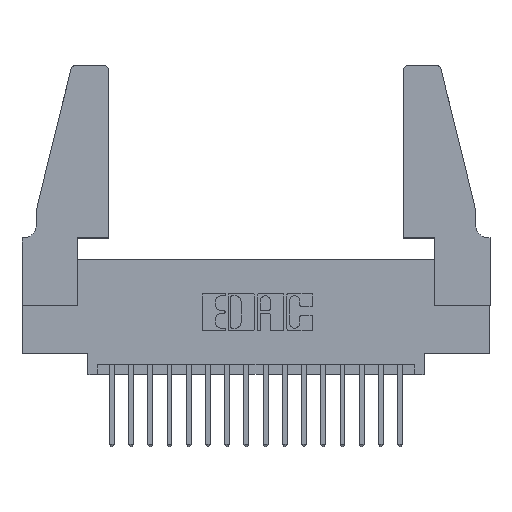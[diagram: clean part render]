
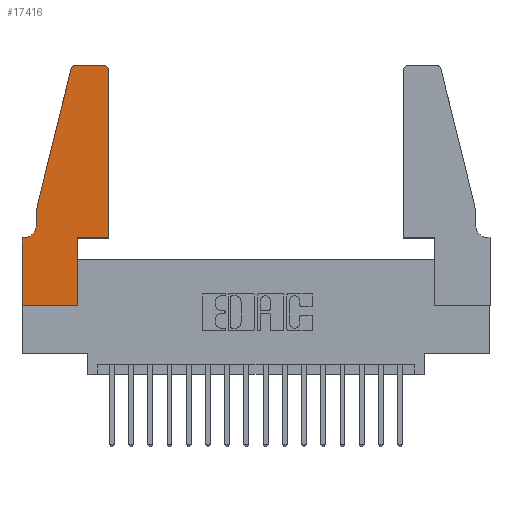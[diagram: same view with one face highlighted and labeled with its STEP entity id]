
A CAD part, top view. The second image highlights one B-rep face of the part: STEP entity #17416.
In plain terms, the highlighted planar face has unit normal (0, 0, 1).
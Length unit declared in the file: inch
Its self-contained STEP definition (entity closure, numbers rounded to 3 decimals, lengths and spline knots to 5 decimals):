
#55 = CARTESIAN_POINT ( 'NONE',  ( 0.2865, 0.35, 0.37 ) ) ;
#184 = EDGE_CURVE ( 'NONE', #6477, #6368, #3134, .T. ) ;
#328 = VERTEX_POINT ( 'NONE', #55 ) ;
#576 = VECTOR ( 'NONE', #15923, 39.37008 ) ;
#803 = ORIENTED_EDGE ( 'NONE', *, *, #1680, .T. ) ;
#876 = ORIENTED_EDGE ( 'NONE', *, *, #17476, .T. ) ;
#967 = PLANE ( 'NONE',  #4318 ) ;
#1041 = EDGE_CURVE ( 'NONE', #4194, #11745, #1070, .T. ) ;
#1045 = LINE ( 'NONE', #15858, #576 ) ;
#1070 = LINE ( 'NONE', #3356, #8230 ) ;
#1256 = ORIENTED_EDGE ( 'NONE', *, *, #14958, .T. ) ;
#1274 = VECTOR ( 'NONE', #6581, 39.37008 ) ;
#1404 = ORIENTED_EDGE ( 'NONE', *, *, #15551, .T. ) ;
#1652 = AXIS2_PLACEMENT_3D ( 'NONE', #7333, #7391, #17066 ) ;
#1680 = EDGE_CURVE ( 'NONE', #15605, #17374, #3770, .T. ) ;
#2272 = EDGE_CURVE ( 'NONE', #4912, #6477, #4426, .T. ) ;
#3064 = CARTESIAN_POINT ( 'NONE',  ( 0.284, 1.25, 0.37 ) ) ;
#3134 = CIRCLE ( 'NONE', #12909, 0.03 ) ;
#3356 = CARTESIAN_POINT ( 'NONE',  ( 0., 0., 0.37 ) ) ;
#3619 = DIRECTION ( 'NONE',  ( 0., -1., 0. ) ) ;
#3714 = VECTOR ( 'NONE', #5451, 39.37008 ) ;
#3770 = CIRCLE ( 'NONE', #1652, 0.07 ) ;
#3853 = DIRECTION ( 'NONE',  ( 0., 0., 1. ) ) ;
#4194 = VERTEX_POINT ( 'NONE', #9368 ) ;
#4318 = AXIS2_PLACEMENT_3D ( 'NONE', #10927, #3853, #13761 ) ;
#4348 = DIRECTION ( 'NONE',  ( -1., 0., 0. ) ) ;
#4426 = LINE ( 'NONE', #14128, #8650 ) ;
#4653 = ORIENTED_EDGE ( 'NONE', *, *, #1041, .T. ) ;
#4747 = CARTESIAN_POINT ( 'NONE',  ( 0.2865, 0., 0.37 ) ) ;
#4869 = DIRECTION ( 'NONE',  ( 0., 0., 1. ) ) ;
#4912 = VERTEX_POINT ( 'NONE', #13994 ) ;
#4956 = CARTESIAN_POINT ( 'NONE',  ( 0., 0., 0.37 ) ) ;
#5451 = DIRECTION ( 'NONE',  ( 1., 0., 0. ) ) ;
#5883 = VERTEX_POINT ( 'NONE', #4747 ) ;
#6164 = VECTOR ( 'NONE', #9433, 39.37008 ) ;
#6184 = LINE ( 'NONE', #15622, #13638 ) ;
#6344 = ORIENTED_EDGE ( 'NONE', *, *, #184, .T. ) ;
#6368 = VERTEX_POINT ( 'NONE', #7310 ) ;
#6443 = EDGE_CURVE ( 'NONE', #17374, #4194, #1045, .T. ) ;
#6477 = VERTEX_POINT ( 'NONE', #10297 ) ;
#6581 = DIRECTION ( 'NONE',  ( 0., 1., 0. ) ) ;
#7066 = VECTOR ( 'NONE', #4348, 39.37008 ) ;
#7185 = DIRECTION ( 'NONE',  ( 1., 0., 0. ) ) ;
#7310 = CARTESIAN_POINT ( 'NONE',  ( 0.4205, 1.25, 0.37 ) ) ;
#7333 = CARTESIAN_POINT ( 'NONE',  ( 0.0055, 0.42, 0.37 ) ) ;
#7391 = DIRECTION ( 'NONE',  ( 0., 0., -1. ) ) ;
#7875 = EDGE_CURVE ( 'NONE', #15217, #13190, #17414, .T. ) ;
#7914 = CARTESIAN_POINT ( 'NONE',  ( 0.2865, 0.35, 0.37 ) ) ;
#8182 = CARTESIAN_POINT ( 'NONE',  ( 0.0755, 0.5, 0.37 ) ) ;
#8230 = VECTOR ( 'NONE', #3619, 39.37008 ) ;
#8299 = EDGE_CURVE ( 'NONE', #6368, #15217, #10354, .T. ) ;
#8303 = VERTEX_POINT ( 'NONE', #11418 ) ;
#8650 = VECTOR ( 'NONE', #14092, 39.37008 ) ;
#8844 = LINE ( 'NONE', #7914, #1274 ) ;
#9368 = CARTESIAN_POINT ( 'NONE',  ( 0., 0.35, 0.37 ) ) ;
#9377 = DIRECTION ( 'NONE',  ( 1., 0., 0. ) ) ;
#9433 = DIRECTION ( 'NONE',  ( 0., -1., 0. ) ) ;
#9615 = DIRECTION ( 'NONE',  ( 0., 0., 1. ) ) ;
#9633 = CARTESIAN_POINT ( 'NONE',  ( 0.4205, 1.22, 0.37 ) ) ;
#10297 = CARTESIAN_POINT ( 'NONE',  ( 0.4505, 1.22, 0.37 ) ) ;
#10354 = LINE ( 'NONE', #12826, #7066 ) ;
#10685 = ORIENTED_EDGE ( 'NONE', *, *, #10748, .T. ) ;
#10748 = EDGE_CURVE ( 'NONE', #328, #4912, #6184, .T. ) ;
#10857 = CARTESIAN_POINT ( 'NONE',  ( 0.0755, 0.42, 0.37 ) ) ;
#10927 = CARTESIAN_POINT ( 'NONE',  ( 0., 0.35, 0.37 ) ) ;
#11095 = LINE ( 'NONE', #8182, #18105 ) ;
#11197 = EDGE_CURVE ( 'NONE', #8303, #15605, #13623, .T. ) ;
#11418 = CARTESIAN_POINT ( 'NONE',  ( 0.0755, 0.5, 0.37 ) ) ;
#11463 = ORIENTED_EDGE ( 'NONE', *, *, #11197, .T. ) ;
#11745 = VERTEX_POINT ( 'NONE', #4956 ) ;
#12044 = AXIS2_PLACEMENT_3D ( 'NONE', #13336, #4869, #14753 ) ;
#12152 = EDGE_LOOP ( 'NONE', ( #16665, #13665, #1256, #11463, #803, #16833, #4653, #876, #1404, #10685, #13071, #6344 ) ) ;
#12449 = CARTESIAN_POINT ( 'NONE',  ( 0., 0., 0.37 ) ) ;
#12826 = CARTESIAN_POINT ( 'NONE',  ( 0.2605, 1.25, 0.37 ) ) ;
#12909 = AXIS2_PLACEMENT_3D ( 'NONE', #9633, #9615, #9377 ) ;
#13071 = ORIENTED_EDGE ( 'NONE', *, *, #2272, .T. ) ;
#13190 = VERTEX_POINT ( 'NONE', #14323 ) ;
#13336 = CARTESIAN_POINT ( 'NONE',  ( 0.284, 1.22, 0.37 ) ) ;
#13623 = LINE ( 'NONE', #17854, #6164 ) ;
#13638 = VECTOR ( 'NONE', #7185, 39.37008 ) ;
#13665 = ORIENTED_EDGE ( 'NONE', *, *, #7875, .T. ) ;
#13761 = DIRECTION ( 'NONE',  ( 1., 0., 0. ) ) ;
#13994 = CARTESIAN_POINT ( 'NONE',  ( 0.4505, 0.35, 0.37 ) ) ;
#14092 = DIRECTION ( 'NONE',  ( 0., 1., 0. ) ) ;
#14128 = CARTESIAN_POINT ( 'NONE',  ( 0.4505, 0.35, 0.37 ) ) ;
#14323 = CARTESIAN_POINT ( 'NONE',  ( 0.25487, 1.22718, 0.37 ) ) ;
#14753 = DIRECTION ( 'NONE',  ( 1., 0., 0. ) ) ;
#14958 = EDGE_CURVE ( 'NONE', #13190, #8303, #11095, .T. ) ;
#15217 = VERTEX_POINT ( 'NONE', #3064 ) ;
#15468 = LINE ( 'NONE', #12449, #3714 ) ;
#15551 = EDGE_CURVE ( 'NONE', #5883, #328, #8844, .T. ) ;
#15605 = VERTEX_POINT ( 'NONE', #10857 ) ;
#15622 = CARTESIAN_POINT ( 'NONE',  ( 0.4505, 0.35, 0.37 ) ) ;
#15858 = CARTESIAN_POINT ( 'NONE',  ( 0.0755, 0.35, 0.37 ) ) ;
#15904 = FACE_OUTER_BOUND ( 'NONE', #12152, .T. ) ;
#15923 = DIRECTION ( 'NONE',  ( -1., 0., 0. ) ) ;
#16453 = CARTESIAN_POINT ( 'NONE',  ( 0.0055, 0.35, 0.37 ) ) ;
#16601 = DIRECTION ( 'NONE',  ( -0.239, -0.971, 0. ) ) ;
#16665 = ORIENTED_EDGE ( 'NONE', *, *, #8299, .T. ) ;
#16833 = ORIENTED_EDGE ( 'NONE', *, *, #6443, .T. ) ;
#17066 = DIRECTION ( 'NONE',  ( -1., 0., 0. ) ) ;
#17374 = VERTEX_POINT ( 'NONE', #16453 ) ;
#17414 = CIRCLE ( 'NONE', #12044, 0.03 ) ;
#17416 = ADVANCED_FACE ( 'NONE', ( #15904 ), #967, .T. ) ;
#17476 = EDGE_CURVE ( 'NONE', #11745, #5883, #15468, .T. ) ;
#17854 = CARTESIAN_POINT ( 'NONE',  ( 0.0755, 0.5, 0.37 ) ) ;
#18105 = VECTOR ( 'NONE', #16601, 39.37008 ) ;
